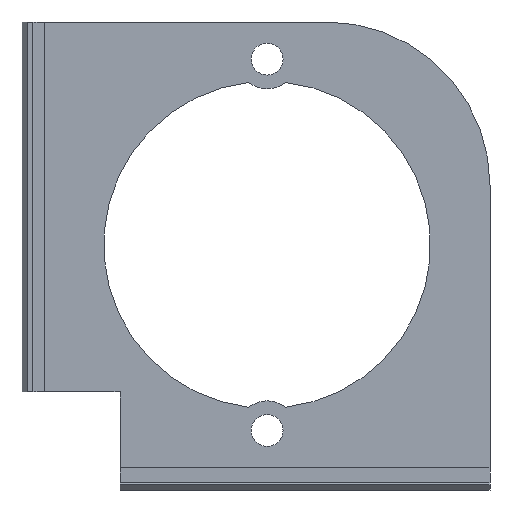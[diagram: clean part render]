
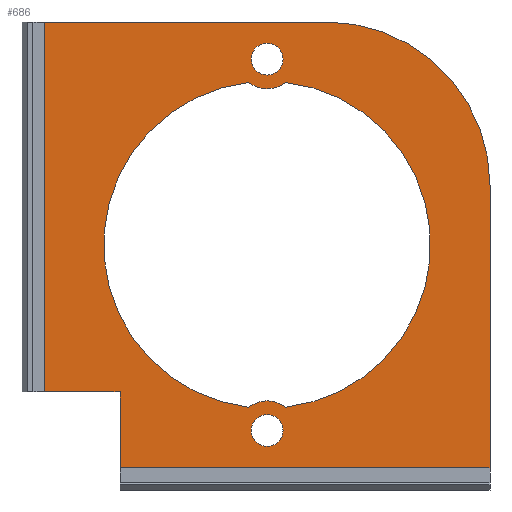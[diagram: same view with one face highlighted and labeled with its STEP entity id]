
A CAD part, left-side view. The second image highlights one B-rep face of the part: STEP entity #686.
In plain terms, the highlighted planar face has unit normal (-1, 0, 0).
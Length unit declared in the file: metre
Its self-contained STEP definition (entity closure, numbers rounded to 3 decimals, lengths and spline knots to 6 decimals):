
#12=CIRCLE('',#723,0.022);
#14=CIRCLE('',#729,0.022);
#16=CIRCLE('',#732,0.004);
#18=CIRCLE('',#735,0.022);
#21=CIRCLE('',#739,0.00215);
#23=CIRCLE('',#742,0.00215);
#24=CIRCLE('',#744,0.004);
#142=ORIENTED_EDGE('',*,*,#281,.T.);
#143=ORIENTED_EDGE('',*,*,#295,.F.);
#144=ORIENTED_EDGE('',*,*,#288,.T.);
#145=ORIENTED_EDGE('',*,*,#285,.F.);
#146=ORIENTED_EDGE('',*,*,#294,.T.);
#147=ORIENTED_EDGE('',*,*,#292,.T.);
#148=ORIENTED_EDGE('',*,*,#233,.F.);
#149=ORIENTED_EDGE('',*,*,#297,.T.);
#150=ORIENTED_EDGE('',*,*,#269,.T.);
#151=ORIENTED_EDGE('',*,*,#230,.T.);
#152=ORIENTED_EDGE('',*,*,#254,.T.);
#153=ORIENTED_EDGE('',*,*,#251,.F.);
#154=ORIENTED_EDGE('',*,*,#239,.F.);
#230=EDGE_CURVE('',#325,#327,#393,.T.);
#233=EDGE_CURVE('',#330,#331,#396,.T.);
#239=EDGE_CURVE('',#331,#336,#402,.T.);
#251=EDGE_CURVE('',#336,#346,#12,.T.);
#254=EDGE_CURVE('',#327,#346,#415,.T.);
#269=EDGE_CURVE('',#360,#325,#430,.T.);
#281=EDGE_CURVE('',#370,#371,#14,.T.);
#285=EDGE_CURVE('',#370,#374,#16,.T.);
#288=EDGE_CURVE('',#376,#374,#18,.T.);
#292=EDGE_CURVE('',#379,#379,#21,.T.);
#294=EDGE_CURVE('',#381,#381,#23,.T.);
#295=EDGE_CURVE('',#376,#371,#24,.T.);
#297=EDGE_CURVE('',#330,#360,#446,.T.);
#325=VERTEX_POINT('',#954);
#327=VERTEX_POINT('',#958);
#330=VERTEX_POINT('',#965);
#331=VERTEX_POINT('',#967);
#336=VERTEX_POINT('',#980);
#346=VERTEX_POINT('',#1003);
#360=VERTEX_POINT('',#1038);
#370=VERTEX_POINT('',#1061);
#371=VERTEX_POINT('',#1062);
#374=VERTEX_POINT('',#1070);
#376=VERTEX_POINT('',#1076);
#379=VERTEX_POINT('',#1084);
#381=VERTEX_POINT('',#1089);
#393=LINE('',#959,#476);
#396=LINE('',#966,#479);
#402=LINE('',#979,#485);
#415=LINE('',#1008,#498);
#430=LINE('',#1037,#513);
#446=LINE('',#1094,#529);
#476=VECTOR('',#774,1.);
#479=VECTOR('',#779,1.);
#485=VECTOR('',#789,1.);
#498=VECTOR('',#810,1.);
#513=VECTOR('',#829,1.);
#529=VECTOR('',#883,1.);
#577=EDGE_LOOP('',(#142,#143,#144,#145));
#578=EDGE_LOOP('',(#146));
#579=EDGE_LOOP('',(#147));
#580=EDGE_LOOP('',(#148,#149,#150,#151,#152,#153,#154));
#620=FACE_BOUND('',#577,.T.);
#621=FACE_BOUND('',#578,.T.);
#622=FACE_BOUND('',#579,.T.);
#623=FACE_BOUND('',#580,.T.);
#651=PLANE('',#748);
#686=ADVANCED_FACE('',(#620,#621,#622,#623),#651,.F.);
#723=AXIS2_PLACEMENT_3D('',#1002,#803,#804);
#729=AXIS2_PLACEMENT_3D('',#1060,#843,#844);
#732=AXIS2_PLACEMENT_3D('',#1069,#851,#852);
#735=AXIS2_PLACEMENT_3D('',#1075,#858,#859);
#739=AXIS2_PLACEMENT_3D('',#1083,#867,#868);
#742=AXIS2_PLACEMENT_3D('',#1088,#873,#874);
#744=AXIS2_PLACEMENT_3D('',#1091,#877,#878);
#748=AXIS2_PLACEMENT_3D('',#1114,#896,#897);
#774=DIRECTION('',(0.,-1.,0.));
#779=DIRECTION('',(0.,0.,1.));
#789=DIRECTION('',(0.,-1.,0.));
#803=DIRECTION('',(1.,0.,0.));
#804=DIRECTION('',(0.,0.,-1.));
#810=DIRECTION('',(0.,0.,1.));
#829=DIRECTION('',(0.,0.,-1.));
#843=DIRECTION('',(1.,0.,0.));
#844=DIRECTION('',(0.,0.,-1.));
#851=DIRECTION('',(1.,0.,0.));
#852=DIRECTION('',(0.,0.,-1.));
#858=DIRECTION('',(1.,0.,0.));
#859=DIRECTION('',(0.,0.,-1.));
#867=DIRECTION('',(1.,0.,0.));
#868=DIRECTION('',(0.,0.,-1.));
#873=DIRECTION('',(1.,0.,0.));
#874=DIRECTION('',(0.,0.,-1.));
#877=DIRECTION('',(1.,0.,0.));
#878=DIRECTION('',(0.,0.,-1.));
#883=DIRECTION('',(0.,-1.,0.));
#896=DIRECTION('',(1.,0.,0.));
#897=DIRECTION('',(0.,1.,0.));
#954=CARTESIAN_POINT('',(0.,-0.0102,0.));
#958=CARTESIAN_POINT('',(0.,-0.06,0.));
#959=CARTESIAN_POINT('',(0.,-0.0351,0.));
#965=CARTESIAN_POINT('',(0.,0.,0.0102));
#966=CARTESIAN_POINT('',(0.,0.,0.0351));
#967=CARTESIAN_POINT('',(0.,0.,0.06));
#979=CARTESIAN_POINT('',(0.,-0.019,0.06));
#980=CARTESIAN_POINT('',(0.,-0.038,0.06));
#1002=CARTESIAN_POINT('',(0.,-0.038,0.038));
#1003=CARTESIAN_POINT('',(0.,-0.06,0.038));
#1008=CARTESIAN_POINT('',(0.,-0.06,0.019));
#1037=CARTESIAN_POINT('',(0.,-0.0102,0.0051));
#1038=CARTESIAN_POINT('',(0.,-0.0102,0.0102));
#1060=CARTESIAN_POINT('',(0.,-0.03,0.03));
#1061=CARTESIAN_POINT('',(0.,-0.032478,0.05186));
#1062=CARTESIAN_POINT('',(0.,-0.032478,0.00814));
#1069=CARTESIAN_POINT('',(0.,-0.03,0.055));
#1070=CARTESIAN_POINT('',(0.,-0.027522,0.05186));
#1075=CARTESIAN_POINT('',(0.,-0.03,0.03));
#1076=CARTESIAN_POINT('',(0.,-0.027522,0.00814));
#1083=CARTESIAN_POINT('',(0.,-0.03,0.005));
#1084=CARTESIAN_POINT('',(0.,-0.03,0.00285));
#1088=CARTESIAN_POINT('',(0.,-0.03,0.055));
#1089=CARTESIAN_POINT('',(0.,-0.03,0.05285));
#1091=CARTESIAN_POINT('',(0.,-0.03,0.005));
#1094=CARTESIAN_POINT('',(0.,-0.0051,0.0102));
#1114=CARTESIAN_POINT('',(0.,-0.03,0.03));
